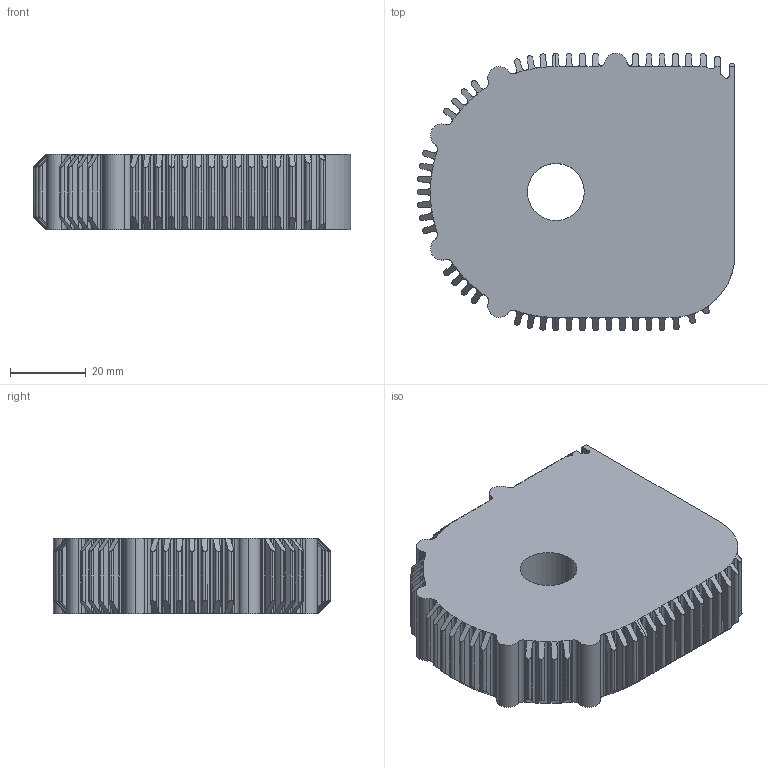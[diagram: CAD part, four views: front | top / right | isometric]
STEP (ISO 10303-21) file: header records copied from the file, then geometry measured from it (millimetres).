
FILE_DESCRIPTION (( 'STEP AP203' ), '1' );
FILE_NAME ('X5 Actuator Body.step_Default_sldprt.STEP', '2022-11-09T04:42:53', ( '' ), ( '' ), 'SwSTEP 2.0', 'SolidWorks 2022', '' );
FILE_SCHEMA (( 'CONFIG_CONTROL_DESIGN' ));
Length unit declared in the file: millimetre
Products named in the file (1): X5 Actuator Body.step_Default_sldprt
Bounding box: 83.64 x 73 x 20 mm (x, y, z)
Volume: 97186.7 mm3; surface area: 20230.2 mm2
Topology: 1 solids, 1 shells, 527 faces, 1407 edges, 882 vertices
Faces by surface type: cylinder 273, plane 202, cone 52
Entity records: 20320 total; most frequent: CARTESIAN_POINT 8501, ORIENTED_EDGE 2814, DIRECTION 2061, EDGE_CURVE 1407, VERTEX_POINT 882, AXIS2_PLACEMENT_3D 704, VECTOR 653, LINE 653
